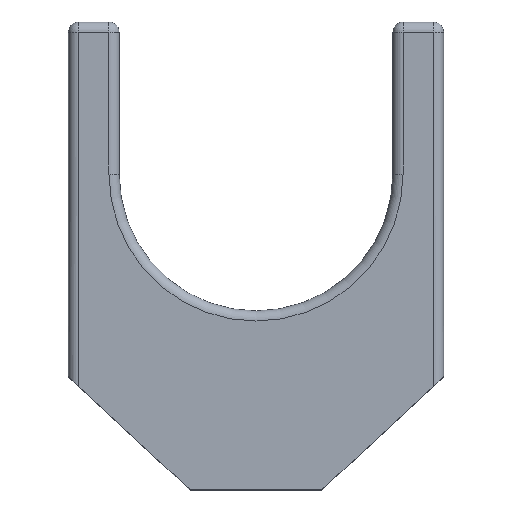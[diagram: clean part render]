
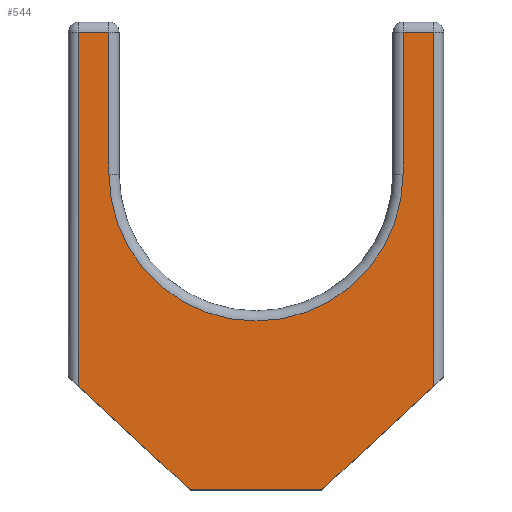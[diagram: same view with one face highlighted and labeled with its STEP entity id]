
A CAD part, top view. The second image highlights one B-rep face of the part: STEP entity #544.
In plain terms, the highlighted planar face has unit normal (0, 0, 1).
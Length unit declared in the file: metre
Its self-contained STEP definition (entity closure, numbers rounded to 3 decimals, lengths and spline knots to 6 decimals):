
#35=PLANE('',#601);
#39=CIRCLE('',#602,0.0145);
#113=ORIENTED_EDGE('',*,*,#267,.T.);
#114=ORIENTED_EDGE('',*,*,#268,.T.);
#115=ORIENTED_EDGE('',*,*,#247,.F.);
#116=ORIENTED_EDGE('',*,*,#251,.F.);
#117=ORIENTED_EDGE('',*,*,#256,.T.);
#118=ORIENTED_EDGE('',*,*,#269,.T.);
#119=ORIENTED_EDGE('',*,*,#270,.T.);
#120=ORIENTED_EDGE('',*,*,#271,.T.);
#121=ORIENTED_EDGE('',*,*,#272,.T.);
#122=ORIENTED_EDGE('',*,*,#273,.T.);
#247=EDGE_CURVE('',#325,#326,#368,.T.);
#251=EDGE_CURVE('',#328,#325,#371,.T.);
#256=EDGE_CURVE('',#328,#332,#374,.T.);
#267=EDGE_CURVE('',#341,#342,#385,.T.);
#268=EDGE_CURVE('',#342,#326,#386,.T.);
#269=EDGE_CURVE('',#332,#343,#387,.F.);
#270=EDGE_CURVE('',#343,#344,#388,.F.);
#271=EDGE_CURVE('',#344,#345,#389,.F.);
#272=EDGE_CURVE('',#345,#346,#39,.F.);
#273=EDGE_CURVE('',#346,#341,#390,.T.);
#325=VERTEX_POINT('',#893);
#326=VERTEX_POINT('',#895);
#328=VERTEX_POINT('',#901);
#332=VERTEX_POINT('',#911);
#341=VERTEX_POINT('',#936);
#342=VERTEX_POINT('',#937);
#343=VERTEX_POINT('',#940);
#344=VERTEX_POINT('',#942);
#345=VERTEX_POINT('',#944);
#346=VERTEX_POINT('',#946);
#368=LINE('',#894,#412);
#371=LINE('',#902,#415);
#374=LINE('',#912,#418);
#385=LINE('',#935,#429);
#386=LINE('',#938,#430);
#387=LINE('',#939,#431);
#388=LINE('',#941,#432);
#389=LINE('',#943,#433);
#390=LINE('',#947,#434);
#412=VECTOR('',#692,1.);
#415=VECTOR('',#699,1.);
#418=VECTOR('',#708,1.);
#429=VECTOR('',#727,1.);
#430=VECTOR('',#728,1.);
#431=VECTOR('',#729,1.);
#432=VECTOR('',#730,1.);
#433=VECTOR('',#731,1.);
#434=VECTOR('',#734,1.);
#451=EDGE_LOOP('',(#113,#114,#115,#116,#117,#118,#119,#120,#121,#122));
#489=FACE_BOUND('',#451,.T.);
#544=ADVANCED_FACE('',(#489),#35,.T.);
#601=AXIS2_PLACEMENT_3D('',#934,#725,#726);
#602=AXIS2_PLACEMENT_3D('',#945,#732,#733);
#692=DIRECTION('',(-0.733,0.681,0.));
#699=DIRECTION('',(-1.,0.,0.));
#708=DIRECTION('',(0.733,0.681,0.));
#725=DIRECTION('',(0.,0.,1.));
#726=DIRECTION('',(1.,0.,0.));
#727=DIRECTION('',(-1.,0.,0.));
#728=DIRECTION('',(0.,-1.,0.));
#729=DIRECTION('',(0.,-1.,0.));
#730=DIRECTION('',(1.,0.,0.));
#731=DIRECTION('',(0.,1.,0.));
#732=DIRECTION('',(0.,0.,1.));
#733=DIRECTION('',(1.,0.,0.));
#734=DIRECTION('',(0.,1.,0.));
#893=CARTESIAN_POINT('',(-0.006521,-0.014591,0.01));
#894=CARTESIAN_POINT('',(-0.012521,-0.009018,0.01));
#895=CARTESIAN_POINT('',(-0.017521,-0.004374,0.01));
#901=CARTESIAN_POINT('',(0.006479,-0.014591,0.01));
#902=CARTESIAN_POINT('',(-0.003271,-0.014591,0.01));
#911=CARTESIAN_POINT('',(0.017479,-0.004374,0.01));
#912=CARTESIAN_POINT('',(0.012479,-0.009018,0.01));
#934=CARTESIAN_POINT('',(0.000172,-0.004108,0.01));
#935=CARTESIAN_POINT('',(-0.018521,0.030555,0.01));
#936=CARTESIAN_POINT('',(-0.014521,0.030555,0.01));
#937=CARTESIAN_POINT('',(-0.017521,0.030555,0.01));
#938=CARTESIAN_POINT('',(-0.017521,-0.003445,0.01));
#939=CARTESIAN_POINT('',(0.017479,-0.004108,0.01));
#940=CARTESIAN_POINT('',(0.017479,0.030555,0.01));
#941=CARTESIAN_POINT('',(0.000172,0.030555,0.01));
#942=CARTESIAN_POINT('',(0.014479,0.030555,0.01));
#943=CARTESIAN_POINT('',(0.014479,-0.004108,0.01));
#944=CARTESIAN_POINT('',(0.014479,0.016555,0.01));
#945=CARTESIAN_POINT('',(-0.000021,0.016555,0.01));
#946=CARTESIAN_POINT('',(-0.014521,0.016555,0.01));
#947=CARTESIAN_POINT('',(-0.014521,0.031555,0.01));
